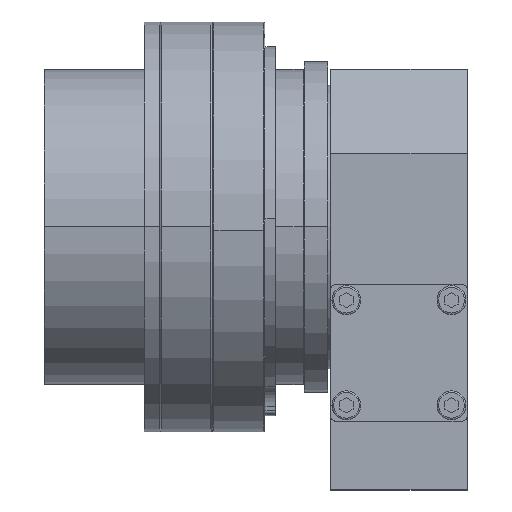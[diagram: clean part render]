
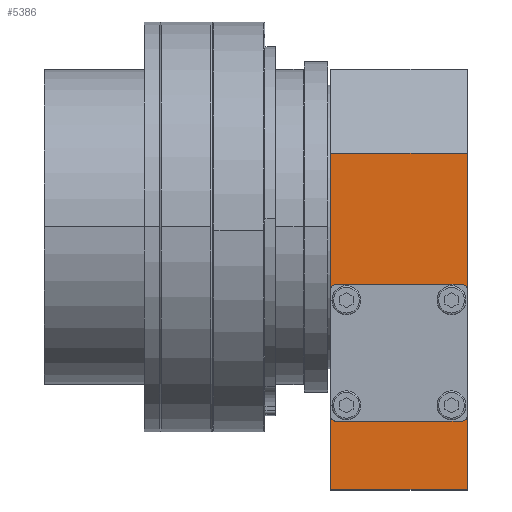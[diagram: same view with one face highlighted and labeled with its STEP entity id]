
A CAD part, top view. The second image highlights one B-rep face of the part: STEP entity #5386.
In plain terms, the highlighted face is planar.
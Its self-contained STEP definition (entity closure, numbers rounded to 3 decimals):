
#77 = FACE_BOUND ( 'NONE', #10655, .T. ) ;
#272 = VERTEX_POINT ( 'NONE', #4847 ) ;
#322 = DIRECTION ( 'NONE',  ( 1., 0., 0. ) ) ;
#337 = EDGE_CURVE ( 'NONE', #6030, #272, #15796, .T. ) ;
#439 = VERTEX_POINT ( 'NONE', #13291 ) ;
#475 = CARTESIAN_POINT ( 'NONE',  ( 30., 3., 14. ) ) ;
#510 = AXIS2_PLACEMENT_3D ( 'NONE', #14417, #6460, #6514 ) ;
#838 = CARTESIAN_POINT ( 'NONE',  ( 30., 26., 50. ) ) ;
#907 = EDGE_CURVE ( 'NONE', #272, #6030, #3234, .T. ) ;
#968 = CARTESIAN_POINT ( 'NONE',  ( 30., 26., 50. ) ) ;
#973 = AXIS2_PLACEMENT_3D ( 'NONE', #11278, #322, #16101 ) ;
#1086 = LINE ( 'NONE', #968, #3729 ) ;
#1131 = EDGE_CURVE ( 'NONE', #4548, #10899, #4465, .T. ) ;
#1183 = DIRECTION ( 'NONE',  ( 1., 0., 0. ) ) ;
#1240 = DIRECTION ( 'NONE',  ( 1., 0., 0. ) ) ;
#1298 = EDGE_LOOP ( 'NONE', ( #14392, #13859 ) ) ;
#1611 = DIRECTION ( 'NONE',  ( 0., 0., -1. ) ) ;
#1861 = ORIENTED_EDGE ( 'NONE', *, *, #11511, .F. ) ;
#1902 = DIRECTION ( 'NONE',  ( 0., 0., -1. ) ) ;
#1930 = LINE ( 'NONE', #6919, #13233 ) ;
#2054 = CARTESIAN_POINT ( 'NONE',  ( 30., 23., 34. ) ) ;
#2086 = CARTESIAN_POINT ( 'NONE',  ( 30., 3., 34. ) ) ;
#2195 = CIRCLE ( 'NONE', #15037, 9. ) ;
#2345 = AXIS2_PLACEMENT_3D ( 'NONE', #12946, #14841, #10910 ) ;
#2577 = ORIENTED_EDGE ( 'NONE', *, *, #15668, .F. ) ;
#2688 = VECTOR ( 'NONE', #1902, 1000. ) ;
#2886 = CIRCLE ( 'NONE', #15780, 1.25 ) ;
#2933 = EDGE_CURVE ( 'NONE', #5107, #4165, #2195, .T. ) ;
#3234 = CIRCLE ( 'NONE', #2345, 1.25 ) ;
#3350 = ORIENTED_EDGE ( 'NONE', *, *, #8639, .T. ) ;
#3698 = DIRECTION ( 'NONE',  ( 1., 0., 0. ) ) ;
#3729 = VECTOR ( 'NONE', #6157, 1000. ) ;
#3781 = CARTESIAN_POINT ( 'NONE',  ( 30., 26., -14. ) ) ;
#4040 = EDGE_LOOP ( 'NONE', ( #1861, #15998 ) ) ;
#4094 = AXIS2_PLACEMENT_3D ( 'NONE', #2086, #11286, #8671 ) ;
#4157 = DIRECTION ( 'NONE',  ( 0., 0., 1. ) ) ;
#4165 = VERTEX_POINT ( 'NONE', #12482 ) ;
#4315 = CIRCLE ( 'NONE', #9109, 1.25 ) ;
#4337 = DIRECTION ( 'NONE',  ( 1., 0., 0. ) ) ;
#4465 = CIRCLE ( 'NONE', #4094, 1.25 ) ;
#4548 = VERTEX_POINT ( 'NONE', #16381 ) ;
#4847 = CARTESIAN_POINT ( 'NONE',  ( 30., 23., 15.25 ) ) ;
#4854 = EDGE_CURVE ( 'NONE', #15744, #11201, #1930, .T. ) ;
#4871 = ORIENTED_EDGE ( 'NONE', *, *, #9235, .F. ) ;
#4890 = VERTEX_POINT ( 'NONE', #7210 ) ;
#5107 = VERTEX_POINT ( 'NONE', #11366 ) ;
#5114 = CARTESIAN_POINT ( 'NONE',  ( 30., 23., 34. ) ) ;
#5151 = CIRCLE ( 'NONE', #16508, 1.25 ) ;
#5265 = VERTEX_POINT ( 'NONE', #10535 ) ;
#5271 = DIRECTION ( 'NONE',  ( 0., 0., -1. ) ) ;
#5386 = ADVANCED_FACE ( 'NONE', ( #15682, #14453, #77, #10948, #13632, #8058 ), #8065, .F. ) ;
#5605 = ORIENTED_EDGE ( 'NONE', *, *, #907, .F. ) ;
#5733 = LINE ( 'NONE', #7343, #12949 ) ;
#5844 = CARTESIAN_POINT ( 'NONE',  ( 30., 3., 35.25 ) ) ;
#6030 = VERTEX_POINT ( 'NONE', #14742 ) ;
#6157 = DIRECTION ( 'NONE',  ( 0., -1., 0. ) ) ;
#6271 = CARTESIAN_POINT ( 'NONE',  ( 30., 23., 14. ) ) ;
#6430 = DIRECTION ( 'NONE',  ( 0., 0., -1. ) ) ;
#6460 = DIRECTION ( 'NONE',  ( 1., 0., 0. ) ) ;
#6514 = DIRECTION ( 'NONE',  ( 0., 0., -1. ) ) ;
#6919 = CARTESIAN_POINT ( 'NONE',  ( 30., 26., -14. ) ) ;
#7127 = EDGE_CURVE ( 'NONE', #9319, #5265, #4315, .T. ) ;
#7210 = CARTESIAN_POINT ( 'NONE',  ( 30., 3., 15.25 ) ) ;
#7343 = CARTESIAN_POINT ( 'NONE',  ( 30., 0., 50. ) ) ;
#7486 = CARTESIAN_POINT ( 'NONE',  ( 30., 0., 50. ) ) ;
#7731 = ORIENTED_EDGE ( 'NONE', *, *, #337, .F. ) ;
#7840 = CARTESIAN_POINT ( 'NONE',  ( 30., 3., 14. ) ) ;
#7954 = DIRECTION ( 'NONE',  ( -1., 0., 0. ) ) ;
#8058 = FACE_BOUND ( 'NONE', #9912, .T. ) ;
#8065 = PLANE ( 'NONE',  #9980 ) ;
#8639 = EDGE_CURVE ( 'NONE', #15092, #11498, #1086, .T. ) ;
#8671 = DIRECTION ( 'NONE',  ( 0., 0., -1. ) ) ;
#8756 = DIRECTION ( 'NONE',  ( 1., 0., 0. ) ) ;
#9109 = AXIS2_PLACEMENT_3D ( 'NONE', #5114, #1240, #5271 ) ;
#9174 = DIRECTION ( 'NONE',  ( 0., 0., -1. ) ) ;
#9211 = CARTESIAN_POINT ( 'NONE',  ( 30., 26., 50. ) ) ;
#9235 = EDGE_CURVE ( 'NONE', #15092, #11201, #14423, .T. ) ;
#9237 = ORIENTED_EDGE ( 'NONE', *, *, #9522, .F. ) ;
#9297 = EDGE_LOOP ( 'NONE', ( #12975, #16413 ) ) ;
#9319 = VERTEX_POINT ( 'NONE', #12815 ) ;
#9522 = EDGE_CURVE ( 'NONE', #4890, #439, #2886, .T. ) ;
#9857 = DIRECTION ( 'NONE',  ( 0., 0., -1. ) ) ;
#9912 = EDGE_LOOP ( 'NONE', ( #7731, #5605 ) ) ;
#9980 = AXIS2_PLACEMENT_3D ( 'NONE', #9211, #7954, #4157 ) ;
#10080 = ORIENTED_EDGE ( 'NONE', *, *, #4854, .T. ) ;
#10535 = CARTESIAN_POINT ( 'NONE',  ( 30., 23., 32.75 ) ) ;
#10550 = CARTESIAN_POINT ( 'NONE',  ( 30., 0., -14. ) ) ;
#10655 = EDGE_LOOP ( 'NONE', ( #2577, #9237 ) ) ;
#10899 = VERTEX_POINT ( 'NONE', #5844 ) ;
#10910 = DIRECTION ( 'NONE',  ( 0., 0., -1. ) ) ;
#10915 = EDGE_CURVE ( 'NONE', #11498, #15744, #5733, .T. ) ;
#10948 = FACE_BOUND ( 'NONE', #9297, .T. ) ;
#11201 = VERTEX_POINT ( 'NONE', #3781 ) ;
#11271 = CIRCLE ( 'NONE', #510, 1.25 ) ;
#11278 = CARTESIAN_POINT ( 'NONE',  ( 30., 13., 24. ) ) ;
#11286 = DIRECTION ( 'NONE',  ( 1., 0., 0. ) ) ;
#11366 = CARTESIAN_POINT ( 'NONE',  ( 30., 13., 33. ) ) ;
#11498 = VERTEX_POINT ( 'NONE', #7486 ) ;
#11511 = EDGE_CURVE ( 'NONE', #5265, #9319, #14176, .T. ) ;
#11842 = DIRECTION ( 'NONE',  ( 1., 0., 0. ) ) ;
#12311 = EDGE_CURVE ( 'NONE', #10899, #4548, #11271, .T. ) ;
#12382 = AXIS2_PLACEMENT_3D ( 'NONE', #2054, #8756, #9857 ) ;
#12482 = CARTESIAN_POINT ( 'NONE',  ( 30., 13., 15. ) ) ;
#12669 = CIRCLE ( 'NONE', #973, 9. ) ;
#12815 = CARTESIAN_POINT ( 'NONE',  ( 30., 23., 35.25 ) ) ;
#12946 = CARTESIAN_POINT ( 'NONE',  ( 30., 23., 14. ) ) ;
#12949 = VECTOR ( 'NONE', #13862, 1000. ) ;
#12951 = CARTESIAN_POINT ( 'NONE',  ( 30., 26., 50. ) ) ;
#12975 = ORIENTED_EDGE ( 'NONE', *, *, #13594, .F. ) ;
#13233 = VECTOR ( 'NONE', #16382, 1000. ) ;
#13291 = CARTESIAN_POINT ( 'NONE',  ( 30., 3., 12.75 ) ) ;
#13594 = EDGE_CURVE ( 'NONE', #4165, #5107, #12669, .T. ) ;
#13632 = FACE_OUTER_BOUND ( 'NONE', #15251, .T. ) ;
#13859 = ORIENTED_EDGE ( 'NONE', *, *, #12311, .F. ) ;
#13862 = DIRECTION ( 'NONE',  ( 0., 0., -1. ) ) ;
#14176 = CIRCLE ( 'NONE', #12382, 1.25 ) ;
#14361 = AXIS2_PLACEMENT_3D ( 'NONE', #6271, #3698, #6430 ) ;
#14392 = ORIENTED_EDGE ( 'NONE', *, *, #1131, .F. ) ;
#14417 = CARTESIAN_POINT ( 'NONE',  ( 30., 3., 34. ) ) ;
#14423 = LINE ( 'NONE', #838, #2688 ) ;
#14430 = DIRECTION ( 'NONE',  ( 0., 0., -1. ) ) ;
#14453 = FACE_BOUND ( 'NONE', #1298, .T. ) ;
#14742 = CARTESIAN_POINT ( 'NONE',  ( 30., 23., 12.75 ) ) ;
#14841 = DIRECTION ( 'NONE',  ( 1., 0., 0. ) ) ;
#15037 = AXIS2_PLACEMENT_3D ( 'NONE', #15584, #1183, #14430 ) ;
#15092 = VERTEX_POINT ( 'NONE', #12951 ) ;
#15251 = EDGE_LOOP ( 'NONE', ( #16157, #10080, #4871, #3350 ) ) ;
#15584 = CARTESIAN_POINT ( 'NONE',  ( 30., 13., 24. ) ) ;
#15668 = EDGE_CURVE ( 'NONE', #439, #4890, #5151, .T. ) ;
#15682 = FACE_BOUND ( 'NONE', #4040, .T. ) ;
#15744 = VERTEX_POINT ( 'NONE', #10550 ) ;
#15780 = AXIS2_PLACEMENT_3D ( 'NONE', #475, #4337, #1611 ) ;
#15796 = CIRCLE ( 'NONE', #14361, 1.25 ) ;
#15998 = ORIENTED_EDGE ( 'NONE', *, *, #7127, .F. ) ;
#16101 = DIRECTION ( 'NONE',  ( 0., 0., -1. ) ) ;
#16157 = ORIENTED_EDGE ( 'NONE', *, *, #10915, .T. ) ;
#16381 = CARTESIAN_POINT ( 'NONE',  ( 30., 3., 32.75 ) ) ;
#16382 = DIRECTION ( 'NONE',  ( 0., 1., 0. ) ) ;
#16413 = ORIENTED_EDGE ( 'NONE', *, *, #2933, .F. ) ;
#16508 = AXIS2_PLACEMENT_3D ( 'NONE', #7840, #11842, #9174 ) ;
